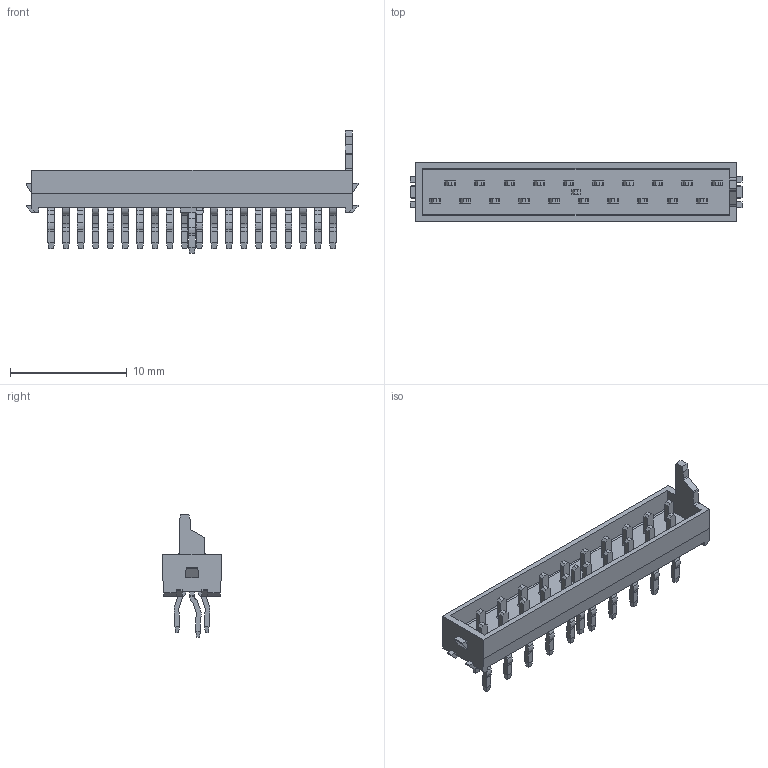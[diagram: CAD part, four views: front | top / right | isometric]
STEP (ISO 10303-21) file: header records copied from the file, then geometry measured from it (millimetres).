
FILE_DESCRIPTION( ( 'Unknown' ), '1' );
FILE_NAME( '690357102072.stp', 'Unknown', ( 'Unknown' ), ( 'Unknown' ), 'XStep 1.0', 'Unknown', ' ' );
FILE_SCHEMA( ( 'automotive_design' ) );
Length unit declared in the file: millimetre
Products named in the file (3): Assem1; Gehäuse; Pin
Bounding box: 28.43 x 5 x 10.5 mm (x, y, z)
Volume: 488.9 mm3; surface area: 1744.8 mm2
Topology: 23 solids, 23 shells, 1376 faces, 3810 edges, 2484 vertices
Faces by surface type: plane 1070, cylinder 306
Entity records: 12388 total; most frequent: CARTESIAN_POINT 1824, ORIENTED_EDGE 1796, DIRECTION 1598, EDGE_CURVE 898, LINE 858, VECTOR 858, VERTEX_POINT 596, AXIS2_PLACEMENT_3D 370
